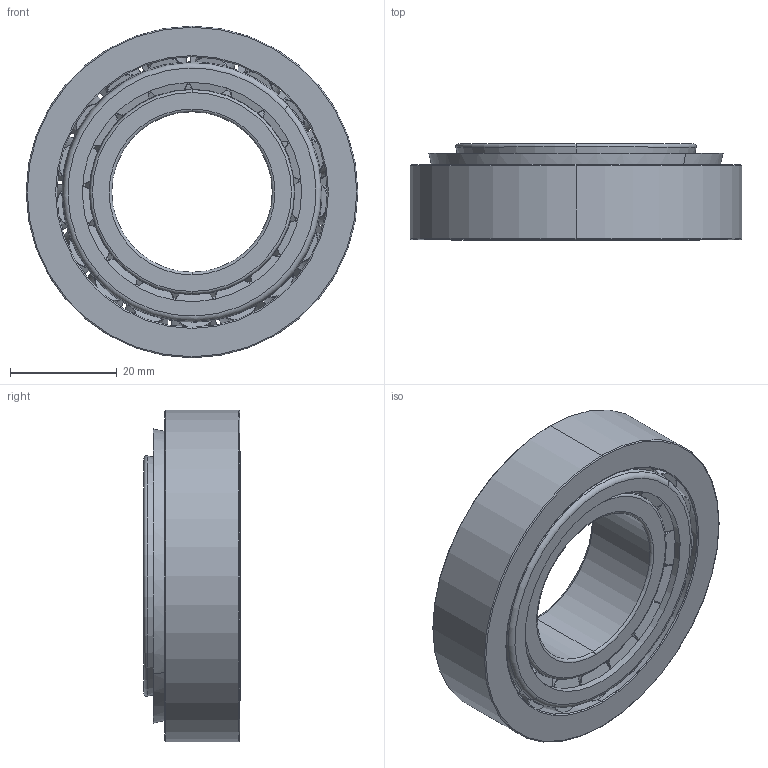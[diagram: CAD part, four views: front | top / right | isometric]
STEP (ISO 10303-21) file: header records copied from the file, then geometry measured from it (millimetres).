
FILE_DESCRIPTION (( 'STEP AP203' ), '1' );
FILE_NAME ('30206.STEP', '2015-01-17T07:48:30', ( '' ), ( '' ), 'SwSTEP 2.0', 'SolidWorks 2014', '' );
FILE_SCHEMA (( 'CONFIG_CONTROL_DESIGN' ));
Length unit declared in the file: millimetre
Products named in the file (5): 30206-莂pa mak rulman bilya; 30206-Çapa mak rulman iç bilezik; 30206; 30206-莂pa mak rulman kafesi; 30206-Çapa mak rulman dýþ bilezik
Assembly tree (20 placements, depth 2):
  30206
    30206-Çapa mak rulman dýþ bilezik
    30206-莂pa mak rulman kafesi
    30206-Çapa mak rulman iç bilezik
    30206-莂pa mak rulman bilya  x17
Bounding box: 62 x 17.98 x 62 mm (x, y, z)
Volume: 29083.4 mm3; surface area: 21945.8 mm2
Topology: 20 solids, 20 shells, 255 faces, 603 edges, 370 vertices
Faces by surface type: plane 109, cone 88, cylinder 40, torus 18
Entity records: 5533 total; most frequent: CARTESIAN_POINT 1081, ORIENTED_EDGE 758, DIRECTION 752, EDGE_CURVE 379, AXIS2_PLACEMENT_3D 325, VERTEX_POINT 242, CIRCLE 175, EDGE_LOOP 149
